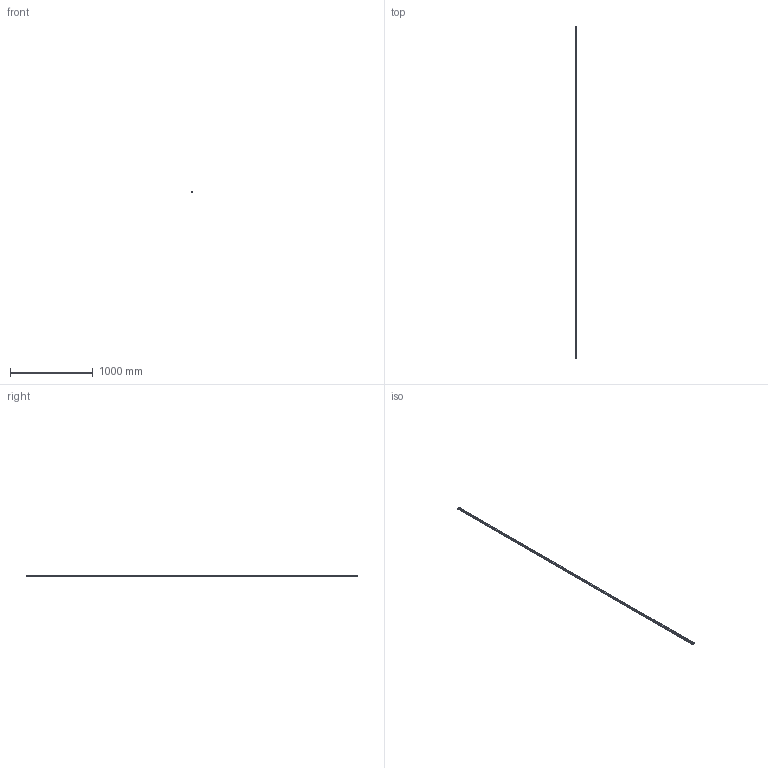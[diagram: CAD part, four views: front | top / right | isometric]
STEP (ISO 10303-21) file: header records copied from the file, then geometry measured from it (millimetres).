
FILE_DESCRIPTION(('STEP AP214'),'1');
FILE_NAME('cctmp_C12CD9B3-9E3E-40F7-9804-9D3EA53C04F9_2024_08_08_16_49_36_0643..stp','2024-08-08T14:49:36',('HIWIN GmbH'),('CADClick - www.CADClick.com'),'Spatial InterOp 3D',' ','unknown authorization');
FILE_SCHEMA(('AUTOMOTIVE_DESIGN'));
Length unit declared in the file: millimetre
Products named in the file (3): cc_unnamed; EGR25R4000C_FILE_1; EGR25R4000C_FILE
Assembly tree (2 placements, depth 2):
  cc_unnamed
    EGR25R4000C_FILE_1
    EGR25R4000C_FILE
Bounding box: 23 x 4000 x 18 mm (x, y, z)
Volume: 1375391.1 mm3; surface area: 372358.9 mm2
Topology: 2 solids, 2 shells, 1014 faces, 2604 edges, 1736 vertices
Faces by surface type: plane 572, cylinder 442
Entity records: 39720 total; most frequent: DIRECTION 6058, CARTESIAN_POINT 5357, ORIENTED_EDGE 5208, EDGE_CURVE 2604, AXIS2_PLACEMENT_3D 2437, VERTEX_POINT 1736, LINE 1184, VECTOR 1184
